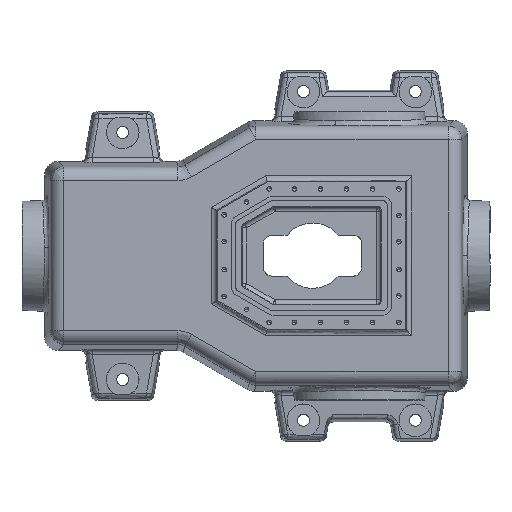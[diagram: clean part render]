
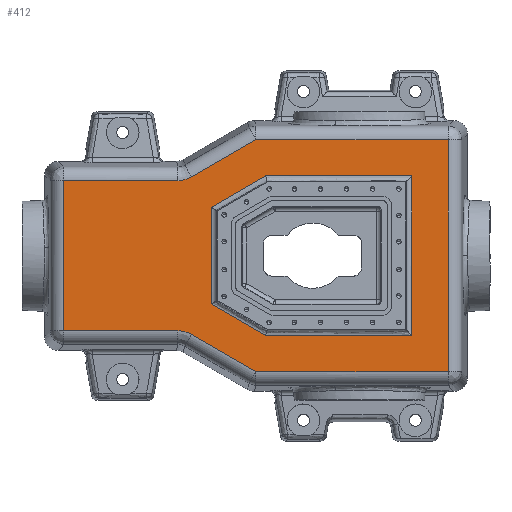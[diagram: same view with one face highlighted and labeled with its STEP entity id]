
A CAD part, top view. The second image highlights one B-rep face of the part: STEP entity #412.
In plain terms, the highlighted planar face has unit normal (0, 0, 1).
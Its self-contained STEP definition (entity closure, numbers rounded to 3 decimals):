
#78=FACE_BOUND('',#1671,.T.);
#412=ADVANCED_FACE('',(#1009,#78),#9038,.T.);
#1009=FACE_OUTER_BOUND('',#1670,.T.);
#1670=EDGE_LOOP('',(#3441,#3442,#3443,#3444,#3445,#3446,#3447,#3448,#3449,
#3450));
#1671=EDGE_LOOP('',(#3451,#3452,#3453,#3454,#3455,#3456));
#3441=ORIENTED_EDGE('',*,*,#5760,.T.);
#3442=ORIENTED_EDGE('',*,*,#5787,.T.);
#3443=ORIENTED_EDGE('',*,*,#5761,.T.);
#3444=ORIENTED_EDGE('',*,*,#5762,.T.);
#3445=ORIENTED_EDGE('',*,*,#5763,.T.);
#3446=ORIENTED_EDGE('',*,*,#5798,.T.);
#3447=ORIENTED_EDGE('',*,*,#5764,.T.);
#3448=ORIENTED_EDGE('',*,*,#5765,.T.);
#3449=ORIENTED_EDGE('',*,*,#5766,.T.);
#3450=ORIENTED_EDGE('',*,*,#5767,.T.);
#3451=ORIENTED_EDGE('',*,*,#5743,.T.);
#3452=ORIENTED_EDGE('',*,*,#5741,.T.);
#3453=ORIENTED_EDGE('',*,*,#5746,.T.);
#3454=ORIENTED_EDGE('',*,*,#5749,.T.);
#3455=ORIENTED_EDGE('',*,*,#5768,.T.);
#3456=ORIENTED_EDGE('',*,*,#5738,.T.);
#5738=EDGE_CURVE('',#8483,#8482,#7575,.T.);
#5741=EDGE_CURVE('',#8487,#8486,#7578,.T.);
#5743=EDGE_CURVE('',#8482,#8487,#7580,.T.);
#5746=EDGE_CURVE('',#8486,#8489,#7583,.T.);
#5749=EDGE_CURVE('',#8489,#8491,#7586,.T.);
#5760=EDGE_CURVE('',#8496,#8497,#6849,.T.);
#5761=EDGE_CURVE('',#8498,#8499,#7597,.T.);
#5762=EDGE_CURVE('',#8499,#8500,#7598,.T.);
#5763=EDGE_CURVE('',#8500,#8501,#7599,.T.);
#5764=EDGE_CURVE('',#8502,#8503,#6850,.T.);
#5765=EDGE_CURVE('',#8503,#8504,#7600,.T.);
#5766=EDGE_CURVE('',#8504,#8505,#7601,.T.);
#5767=EDGE_CURVE('',#8505,#8496,#7602,.T.);
#5768=EDGE_CURVE('',#8491,#8483,#7603,.T.);
#5787=EDGE_CURVE('',#8497,#8498,#7612,.T.);
#5798=EDGE_CURVE('',#8501,#8502,#7615,.T.);
#6849=(
BOUNDED_CURVE()
B_SPLINE_CURVE(2,(#22120,#22121,#22122,#22123,#22124),.UNSPECIFIED.,.F.,
 .F.)
B_SPLINE_CURVE_WITH_KNOTS((3,2,3),(-328.125,-314.262,
-300.399),.UNSPECIFIED.)
CURVE()
GEOMETRIC_REPRESENTATION_ITEM()
RATIONAL_B_SPLINE_CURVE((1.,0.991,1.,0.991,1.))
REPRESENTATION_ITEM('')
);
#6850=(
BOUNDED_CURVE()
B_SPLINE_CURVE(2,(#22131,#22132,#22133,#22134,#22135),.UNSPECIFIED.,.F.,
 .F.)
B_SPLINE_CURVE_WITH_KNOTS((3,2,3),(-328.125,-314.262,
-300.399),.UNSPECIFIED.)
CURVE()
GEOMETRIC_REPRESENTATION_ITEM()
RATIONAL_B_SPLINE_CURVE((1.,0.991,1.,0.991,1.))
REPRESENTATION_ITEM('')
);
#7575=B_SPLINE_CURVE_WITH_KNOTS('',1,(#21996,#21997),.UNSPECIFIED.,.F.,
 .F.,(2,2),(-268.855,0.),.UNSPECIFIED.);
#7578=B_SPLINE_CURVE_WITH_KNOTS('',1,(#22016,#22017),.UNSPECIFIED.,.F.,
 .F.,(2,2),(-177.524,0.),.UNSPECIFIED.);
#7580=B_SPLINE_CURVE_WITH_KNOTS('',1,(#22034,#22035),.UNSPECIFIED.,.F.,
 .F.,(2,2),(-115.614,0.),.UNSPECIFIED.);
#7583=B_SPLINE_CURVE_WITH_KNOTS('',1,(#22050,#22051),.UNSPECIFIED.,.F.,
 .F.,(2,2),(-115.614,0.),.UNSPECIFIED.);
#7586=B_SPLINE_CURVE_WITH_KNOTS('',1,(#22072,#22073),.UNSPECIFIED.,.F.,
 .F.,(2,2),(-268.855,0.),.UNSPECIFIED.);
#7597=B_SPLINE_CURVE_WITH_KNOTS('',1,(#22125,#22126),.UNSPECIFIED.,.F.,
 .F.,(2,2),(-353.006,0.),.UNSPECIFIED.);
#7598=B_SPLINE_CURVE_WITH_KNOTS('',1,(#22127,#22128),.UNSPECIFIED.,.F.,
 .F.,(2,2),(-425.874,0.),.UNSPECIFIED.);
#7599=B_SPLINE_CURVE_WITH_KNOTS('',1,(#22129,#22130),.UNSPECIFIED.,.F.,
 .F.,(2,2),(-353.006,0.),.UNSPECIFIED.);
#7600=B_SPLINE_CURVE_WITH_KNOTS('',1,(#22136,#22137),.UNSPECIFIED.,.F.,
 .F.,(2,2),(-209.479,0.),.UNSPECIFIED.);
#7601=B_SPLINE_CURVE_WITH_KNOTS('',1,(#22138,#22139),.UNSPECIFIED.,.F.,
 .F.,(2,2),(-275.874,0.),.UNSPECIFIED.);
#7602=B_SPLINE_CURVE_WITH_KNOTS('',1,(#22140,#22141),.UNSPECIFIED.,.F.,
 .F.,(2,2),(-209.479,0.),.UNSPECIFIED.);
#7603=B_SPLINE_CURVE_WITH_KNOTS('',1,(#22142,#22143),.UNSPECIFIED.,.F.,
 .F.,(2,2),(-293.138,0.),.UNSPECIFIED.);
#7612=B_SPLINE_CURVE_WITH_KNOTS('',1,(#22194,#22195),.UNSPECIFIED.,.F.,
 .F.,(2,2),(-136.611,0.),.UNSPECIFIED.);
#7615=B_SPLINE_CURVE_WITH_KNOTS('',1,(#22224,#22225),.UNSPECIFIED.,.F.,
 .F.,(2,2),(-136.611,0.),.UNSPECIFIED.);
#8482=VERTEX_POINT('',#18635);
#8483=VERTEX_POINT('',#18636);
#8486=VERTEX_POINT('',#18639);
#8487=VERTEX_POINT('',#18640);
#8489=VERTEX_POINT('',#18642);
#8491=VERTEX_POINT('',#18644);
#8496=VERTEX_POINT('',#18649);
#8497=VERTEX_POINT('',#18650);
#8498=VERTEX_POINT('',#18651);
#8499=VERTEX_POINT('',#18652);
#8500=VERTEX_POINT('',#18653);
#8501=VERTEX_POINT('',#18654);
#8502=VERTEX_POINT('',#18655);
#8503=VERTEX_POINT('',#18656);
#8504=VERTEX_POINT('',#18657);
#8505=VERTEX_POINT('',#18658);
#9038=PLANE('',#9697);
#9697=AXIS2_PLACEMENT_3D('',#14282,#9837,$);
#9837=DIRECTION('',(0.,0.,1.));
#14282=CARTESIAN_POINT('',(-33.635,-255.645,370.));
#18635=CARTESIAN_POINT('',(407.618,-146.569,370.));
#18636=CARTESIAN_POINT('',(676.473,-146.569,370.));
#18639=CARTESIAN_POINT('',(307.493,88.762,370.));
#18640=CARTESIAN_POINT('',(307.493,-88.762,370.));
#18642=CARTESIAN_POINT('',(407.618,146.569,370.));
#18644=CARTESIAN_POINT('',(676.473,146.569,370.));
#18649=CARTESIAN_POINT('',(246.542,-137.937,370.));
#18650=CARTESIAN_POINT('',(271.526,-144.632,370.));
#18651=CARTESIAN_POINT('',(389.835,-212.937,370.));
#18652=CARTESIAN_POINT('',(742.841,-212.937,370.));
#18653=CARTESIAN_POINT('',(742.841,212.937,370.));
#18654=CARTESIAN_POINT('',(389.835,212.937,370.));
#18655=CARTESIAN_POINT('',(271.526,144.632,370.));
#18656=CARTESIAN_POINT('',(246.542,137.937,370.));
#18657=CARTESIAN_POINT('',(37.063,137.937,370.));
#18658=CARTESIAN_POINT('',(37.063,-137.937,370.));
#21996=CARTESIAN_POINT('',(676.473,-146.569,370.));
#21997=CARTESIAN_POINT('',(407.618,-146.569,370.));
#22016=CARTESIAN_POINT('',(307.493,-88.762,370.));
#22017=CARTESIAN_POINT('',(307.493,88.762,370.));
#22034=CARTESIAN_POINT('',(407.618,-146.569,370.));
#22035=CARTESIAN_POINT('',(307.493,-88.762,370.));
#22050=CARTESIAN_POINT('',(307.493,88.762,370.));
#22051=CARTESIAN_POINT('',(407.618,146.569,370.));
#22072=CARTESIAN_POINT('',(407.618,146.569,370.));
#22073=CARTESIAN_POINT('',(676.473,146.569,370.));
#22120=CARTESIAN_POINT('',(246.542,-137.937,370.));
#22121=CARTESIAN_POINT('',(253.12,-137.937,370.));
#22122=CARTESIAN_POINT('',(259.475,-139.64,370.));
#22123=CARTESIAN_POINT('',(265.829,-141.342,370.));
#22124=CARTESIAN_POINT('',(271.526,-144.632,370.));
#22125=CARTESIAN_POINT('',(389.835,-212.937,370.));
#22126=CARTESIAN_POINT('',(742.841,-212.937,370.));
#22127=CARTESIAN_POINT('',(742.841,-212.937,370.));
#22128=CARTESIAN_POINT('',(742.841,212.937,370.));
#22129=CARTESIAN_POINT('',(742.841,212.937,370.));
#22130=CARTESIAN_POINT('',(389.835,212.937,370.));
#22131=CARTESIAN_POINT('',(271.526,144.632,370.));
#22132=CARTESIAN_POINT('',(265.829,141.342,370.));
#22133=CARTESIAN_POINT('',(259.475,139.64,370.));
#22134=CARTESIAN_POINT('',(253.12,137.937,370.));
#22135=CARTESIAN_POINT('',(246.542,137.937,370.));
#22136=CARTESIAN_POINT('',(246.542,137.937,370.));
#22137=CARTESIAN_POINT('',(37.063,137.937,370.));
#22138=CARTESIAN_POINT('',(37.063,137.937,370.));
#22139=CARTESIAN_POINT('',(37.063,-137.937,370.));
#22140=CARTESIAN_POINT('',(37.063,-137.937,370.));
#22141=CARTESIAN_POINT('',(246.542,-137.937,370.));
#22142=CARTESIAN_POINT('',(676.473,146.569,370.));
#22143=CARTESIAN_POINT('',(676.473,-146.569,370.));
#22194=CARTESIAN_POINT('',(271.526,-144.632,370.));
#22195=CARTESIAN_POINT('',(389.835,-212.937,370.));
#22224=CARTESIAN_POINT('',(389.835,212.937,370.));
#22225=CARTESIAN_POINT('',(271.526,144.632,370.));
